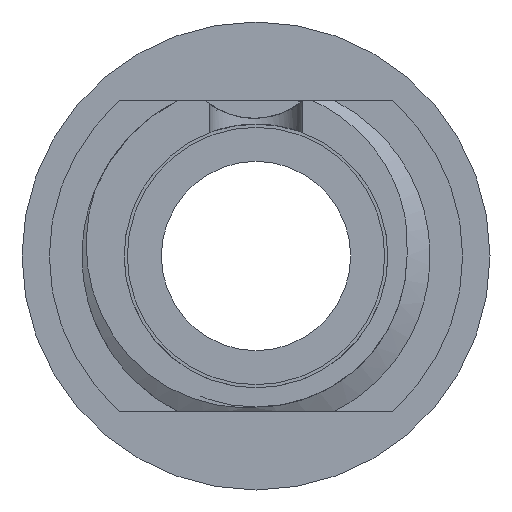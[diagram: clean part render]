
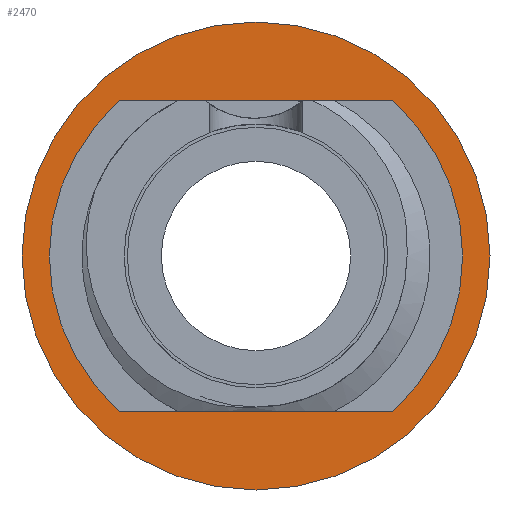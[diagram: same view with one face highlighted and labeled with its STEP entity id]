
A CAD part, front view. The second image highlights one B-rep face of the part: STEP entity #2470.
In plain terms, the highlighted planar face has unit normal (0, -1, 0).
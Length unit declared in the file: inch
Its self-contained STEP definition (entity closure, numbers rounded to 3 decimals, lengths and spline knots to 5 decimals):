
#49 = DIRECTION ( 'NONE',  ( 0., -1., 0. ) ) ;
#136 = EDGE_CURVE ( 'NONE', #3160, #8684, #10426, .T. ) ;
#277 = AXIS2_PLACEMENT_3D ( 'NONE', #8481, #9546, #4949 ) ;
#407 = CIRCLE ( 'NONE', #10529, 0.19126 ) ;
#506 = VERTEX_POINT ( 'NONE', #8660 ) ;
#653 = CIRCLE ( 'NONE', #277, 0.21654 ) ;
#790 = ORIENTED_EDGE ( 'NONE', *, *, #1188, .F. ) ;
#999 = DIRECTION ( 'NONE',  ( 0., 1., 0. ) ) ;
#1057 = DIRECTION ( 'NONE',  ( 0., 0., 1. ) ) ;
#1188 = EDGE_CURVE ( 'NONE', #506, #3160, #10967, .T. ) ;
#1285 = EDGE_CURVE ( 'NONE', #10910, #506, #407, .T. ) ;
#1474 = CARTESIAN_POINT ( 'NONE',  ( -0.12621, 0., -0.1437 ) ) ;
#1535 = DIRECTION ( 'NONE',  ( 1., 0., 0. ) ) ;
#1819 = CARTESIAN_POINT ( 'NONE',  ( 0., 0., -0.21654 ) ) ;
#1897 = DIRECTION ( 'NONE',  ( -1., 0., 0. ) ) ;
#1957 = ORIENTED_EDGE ( 'NONE', *, *, #11076, .F. ) ;
#2011 = DIRECTION ( 'NONE',  ( 0., -1., 0. ) ) ;
#2103 = CARTESIAN_POINT ( 'NONE',  ( -0.12621, 0., -0.1437 ) ) ;
#2122 = DIRECTION ( 'NONE',  ( 0., 0., -1. ) ) ;
#2135 = DIRECTION ( 'NONE',  ( 0., 0., 1. ) ) ;
#2470 = ADVANCED_FACE ( 'NONE', ( #5725, #11034 ), #9189, .F. ) ;
#2797 = CARTESIAN_POINT ( 'NONE',  ( 0., 0., 0. ) ) ;
#2806 = AXIS2_PLACEMENT_3D ( 'NONE', #4596, #49, #8185 ) ;
#2919 = CARTESIAN_POINT ( 'NONE',  ( 0., 0., 0. ) ) ;
#3160 = VERTEX_POINT ( 'NONE', #3931 ) ;
#3203 = EDGE_CURVE ( 'NONE', #8127, #9756, #8593, .T. ) ;
#3496 = EDGE_LOOP ( 'NONE', ( #11596, #790, #8292, #5355 ) ) ;
#3931 = CARTESIAN_POINT ( 'NONE',  ( -0.12621, 0., 0.1437 ) ) ;
#4596 = CARTESIAN_POINT ( 'NONE',  ( 0., 0., 0. ) ) ;
#4949 = DIRECTION ( 'NONE',  ( 0., 0., 1. ) ) ;
#5001 = CARTESIAN_POINT ( 'NONE',  ( 0., 0., 0. ) ) ;
#5355 = ORIENTED_EDGE ( 'NONE', *, *, #7957, .F. ) ;
#5725 = FACE_OUTER_BOUND ( 'NONE', #6448, .T. ) ;
#6239 = CARTESIAN_POINT ( 'NONE',  ( 0., 0., 0.21654 ) ) ;
#6448 = EDGE_LOOP ( 'NONE', ( #1957, #11183 ) ) ;
#7676 = VECTOR ( 'NONE', #1535, 39.37008 ) ;
#7957 = EDGE_CURVE ( 'NONE', #8684, #10910, #11554, .T. ) ;
#8127 = VERTEX_POINT ( 'NONE', #6239 ) ;
#8185 = DIRECTION ( 'NONE',  ( 0., 0., -1. ) ) ;
#8292 = ORIENTED_EDGE ( 'NONE', *, *, #1285, .F. ) ;
#8459 = CARTESIAN_POINT ( 'NONE',  ( -0.12621, 0., 0.1437 ) ) ;
#8481 = CARTESIAN_POINT ( 'NONE',  ( 0., 0., 0. ) ) ;
#8593 = CIRCLE ( 'NONE', #10487, 0.21654 ) ;
#8660 = CARTESIAN_POINT ( 'NONE',  ( 0.12621, 0., 0.1437 ) ) ;
#8684 = VERTEX_POINT ( 'NONE', #2103 ) ;
#8709 = DIRECTION ( 'NONE',  ( 0., 1., 0. ) ) ;
#9189 = PLANE ( 'NONE',  #11662 ) ;
#9546 = DIRECTION ( 'NONE',  ( 0., 1., 0. ) ) ;
#9756 = VERTEX_POINT ( 'NONE', #1819 ) ;
#10050 = VECTOR ( 'NONE', #1897, 39.37008 ) ;
#10426 = CIRCLE ( 'NONE', #2806, 0.19126 ) ;
#10487 = AXIS2_PLACEMENT_3D ( 'NONE', #5001, #8709, #2135 ) ;
#10529 = AXIS2_PLACEMENT_3D ( 'NONE', #2797, #2011, #2122 ) ;
#10867 = CARTESIAN_POINT ( 'NONE',  ( 0.12621, 0., -0.1437 ) ) ;
#10910 = VERTEX_POINT ( 'NONE', #10867 ) ;
#10967 = LINE ( 'NONE', #8459, #10050 ) ;
#11034 = FACE_BOUND ( 'NONE', #3496, .T. ) ;
#11076 = EDGE_CURVE ( 'NONE', #9756, #8127, #653, .T. ) ;
#11183 = ORIENTED_EDGE ( 'NONE', *, *, #3203, .F. ) ;
#11554 = LINE ( 'NONE', #1474, #7676 ) ;
#11596 = ORIENTED_EDGE ( 'NONE', *, *, #136, .F. ) ;
#11662 = AXIS2_PLACEMENT_3D ( 'NONE', #2919, #999, #1057 ) ;
